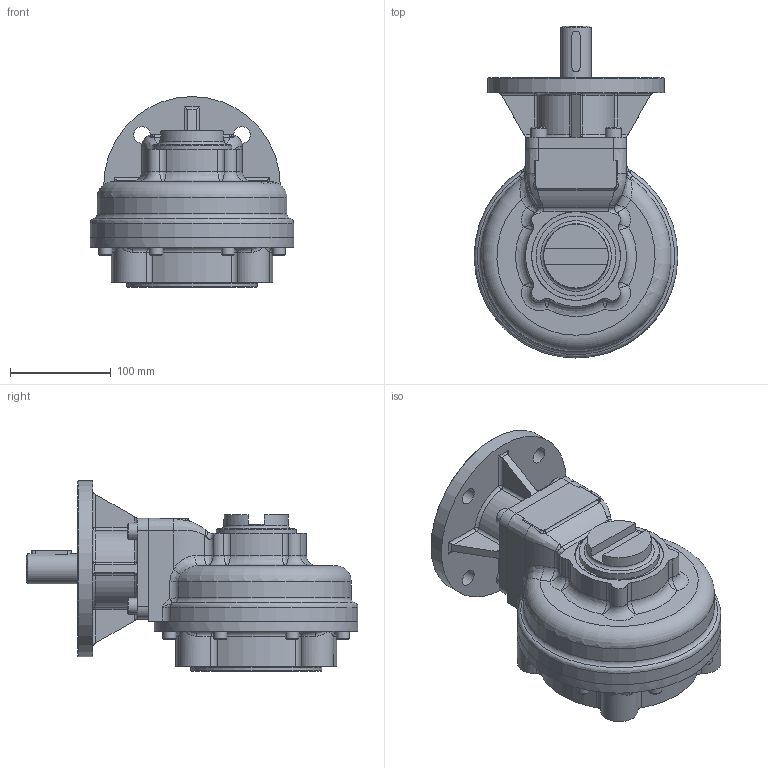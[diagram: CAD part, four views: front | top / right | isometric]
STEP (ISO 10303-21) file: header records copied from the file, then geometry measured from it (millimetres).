
FILE_DESCRIPTION( ( 'Unknown' ), '1' );
FILE_NAME( 'PUBIB5-F14-F16_simplified.stp', 'Unknown', ( 'Unknown' ), ( 'Unknown' ), 'PSStep 15.0.49', 'Unknown', ' ' );
FILE_SCHEMA( ( 'AUTOMOTIVE_DESIGN { 1 0 10303 214 1 1 1 1 }' ) );
Length unit declared in the file: millimetre
Products named in the file (20): 1; 2; 3; 4; 5; 6; 7; 8; 9; 10; 11; 12; 13; 14; 15; 16; 17; 18; 19; 20
Bounding box: 202 x 329.27 x 189.4 mm (x, y, z)
Surface area: 275674.7 mm2 (no closed solid volume)
Topology: 0 solids, 381 shells, 381 faces, 1740 edges, 1641 vertices
Faces by surface type: plane 138, cylinder 115, bspline 42, torus 38, cone 24, sphere 24
Full cylindrical faces by diameter (mm): 13 x8, 16 x4, 16.5 x4, 17.294 x4, 30 x1, 70 x1, 79.375 x1, 88 x1, 100 x1, 129.925 x1, 139.955 x1, 175 x1, 202 x1
Entity records: 30893 total; most frequent: CARTESIAN_POINT 14841, DIRECTION 2844, VERTEX_POINT 1620, ORIENTED_EDGE 1616, EDGE_CURVE 1616, AXIS2_PLACEMENT_3D 1058, LINE 728, VECTOR 728
